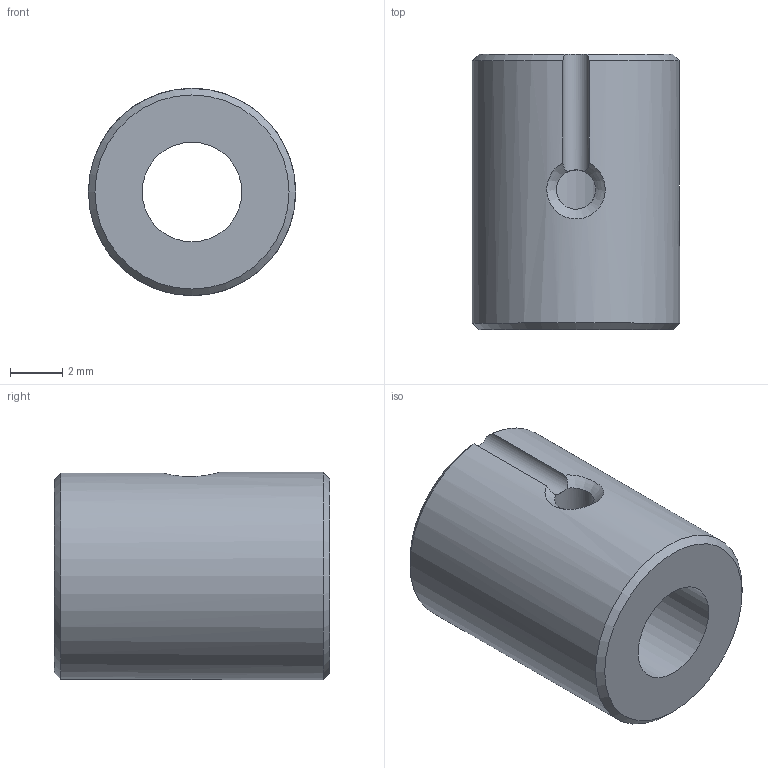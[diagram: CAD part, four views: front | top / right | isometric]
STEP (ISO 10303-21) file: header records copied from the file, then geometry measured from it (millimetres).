
FILE_DESCRIPTION(/* description */ (''),/* implementation_level */ '2;1');
FILE_NAME(/* name */ 'BearingWheelPin.step',/* time_stamp */ '2021-12-03T09:14:12-07:00',/* author */ (''),/* organization */ (''),/* preprocessor_version */ 'ST-DEVELOPER v18.1',/* originating_system */ 'Autodesk Translation Framework v10.10.0.1391',/* authorisation */ '');
FILE_SCHEMA (('AUTOMOTIVE_DESIGN { 1 0 10303 214 3 1 1 }'));
Length unit declared in the file: millimetre
Products named in the file (1): Wheel Pin
Bounding box: 7.9 x 10.5 x 7.9 mm (x, y, z)
Volume: 388.4 mm3; surface area: 460.8 mm2
Topology: 1 solids, 1 shells, 9 faces, 24 edges, 16 vertices
Faces by surface type: cylinder 4, cone 2, plane 2, bspline 1
Full cylindrical faces by diameter (mm): 1.5 x1, 3.8 x1, 7.9 x1
Entity records: 707 total; most frequent: CARTESIAN_POINT 453, ORIENTED_EDGE 48, DIRECTION 40, EDGE_CURVE 24, AXIS2_PLACEMENT_3D 17, VERTEX_POINT 16, EDGE_LOOP 12, B_SPLINE_CURVE_WITH_KNOTS 10
